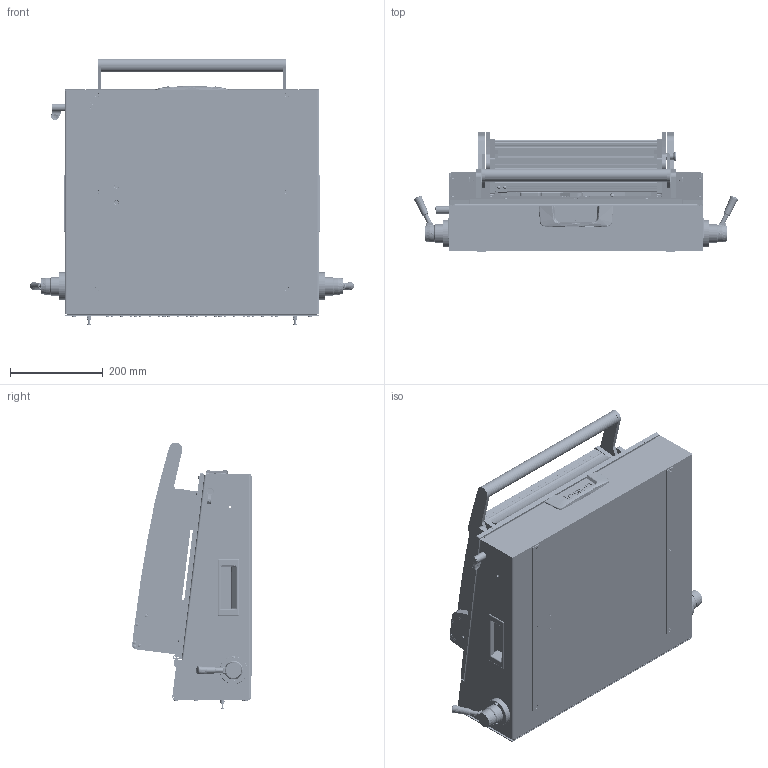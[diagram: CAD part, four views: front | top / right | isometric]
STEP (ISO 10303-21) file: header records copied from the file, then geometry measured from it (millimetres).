
FILE_DESCRIPTION (( 'STEP AP214' ), '1' );
FILE_NAME ('INGUN_32735.STEP', '2021-02-26T08:54:15', ( '' ), ( '' ), 'SwSTEP 2.0', 'SolidWorks 2018', '' );
FILE_SCHEMA (( 'AUTOMOTIVE_DESIGN' ));
Length unit declared in the file: millimetre
Products named in the file (127): 17287~0; 35651~1_S; 18416~3; 47523~0_S; DIN6325~n_03,0m6x024; 32587~4_S; 17401~0; 2281~0_180ø<Standard>; ISO7380~n_M05,0x020; 17365~0; 31109~0; 17285~0_S; 48565~1_S; DIN6325~n_04,0m6x012; 3283~0; DIN985-A2~n_M05,0; DIN125~n_06,4 M06,0 Fase; 31788~1; 17195~2; 35649~1_S; 35650~11_KUNDE<S>; DIN6325~n_02,0m6x020; 109951~0_KUNDE<S>; 21332_02~0; DIN7991~n_M05,0x020; ISO7380~n_M03,0x005; 49317~0; 21332_01~0; 30915~0; DIN7991~n_M04,0x010; 53839~0_S; 17403~0; 35664~1_S; 55712~0_KUNDE<S>; 37133~0_S; ISO7380~n_M04,0x008; 53032~0_S; 109770~0_S; 111077~0_geschlossen<S>; 109950~0_KUNDE<S> ...
Assembly tree (381 placements, depth 5):
  INGUN_32735
    40959~1
      40954~4
      40956~3_S
      40957~3_S
      40958~0
      11889~2  x2
      17195~2
      17364~2
      17401~0  x2
      17365~0  x2
      37133~0_S  x36
      18416~3  x2
      17265~3  x2
      18410~0  x2
      17267~2  x2
      17403~0  x2
      17287~0  x2
      32171~0_S
      53032~0_S
      30758~0_S  x2
        30758_01~0_S
        30758_02~0_S
      20902~0
      21332~0_flexibel<Standard>
        21332_02~0
        21332_01~0
      32462~0_S
      111077~0_geschlossen<S>
        111076~0_S
        110231-alt_Dummy~0_verbaut RH<S>
        110705~1_S
        30984~0_S
        DIN914~n_M04,0x05
        30112~0  x2
        111075~0_S
        DIN125~n_08,4 M08,0 Fase
        ISO7380~n_M05,0x008
        ISO7380~n_M05,0x030
        DIN7991~n_M04,0x010  x2
      17285~0_S  x8
      DIN7991~n_M05,0x012  x2
      4938~0  x4
      3283~0  x2
      DIN985-A2~n_M05,0  x3
      DIN7991~n_M05,0x016
      8804~0
      DIN125~n_05,3 M05,0 Fase  x2
      ISO7380~n_M04,0x020  x4
      DIN6325~n_03,0m6x024  x4
      DIN934~n_M04,0  x8
      ISO7380~n_M04,0x010  x19
      DIN912~n_M04,0x012  x4
      DIN912~n_M04,0x010  x6
      ISO7380~n_M02,5x008  x36
      ISO7380~n_M04,0x008  x10
      DIN7991~n_M04,0x012  x14
      14791~0  x2
      35334~0_S
    35650~11_KUNDE<S>
Bounding box: 699.61 x 258.73 x 576.31 mm (x, y, z)
Volume: 5977645.9 mm3; surface area: 3225046.4 mm2
Topology: 372 solids, 372 shells, 10518 faces, 26533 edges, 16979 vertices
Faces by surface type: cylinder 5293, plane 3352, cone 1249, torus 259, bspline 251, sphere 114
Entity records: 165864 total; most frequent: CARTESIAN_POINT 37952, DIRECTION 25336, ORIENTED_EDGE 23260, EDGE_CURVE 11630, AXIS2_PLACEMENT_3D 9572, VERTEX_POINT 7522, LINE 6192, VECTOR 6192
